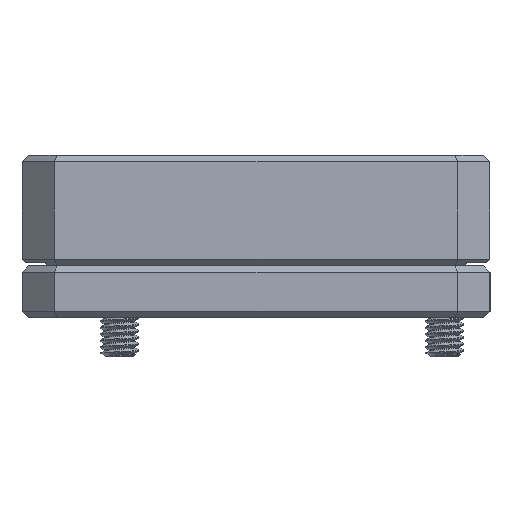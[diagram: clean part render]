
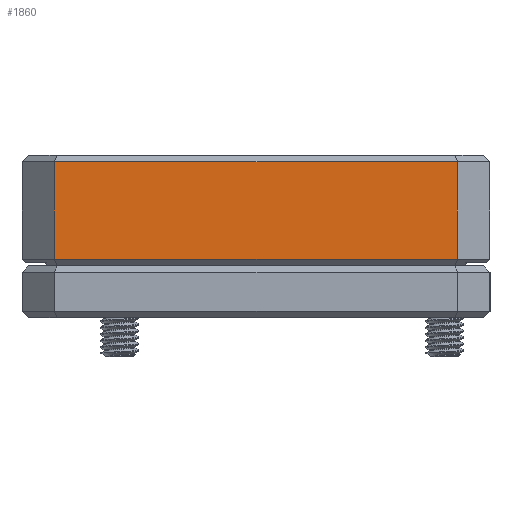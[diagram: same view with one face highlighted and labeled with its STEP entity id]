
A CAD part, left-side view. The second image highlights one B-rep face of the part: STEP entity #1860.
In plain terms, the highlighted planar face has unit normal (-1, 0, 0).
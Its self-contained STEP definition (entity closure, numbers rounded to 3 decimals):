
#761 = CARTESIAN_POINT ( 'NONE',  ( 0., 31., 16. ) ) ;
#1050 = FACE_OUTER_BOUND ( 'NONE', #1616, .T. ) ;
#1406 = AXIS2_PLACEMENT_3D ( 'NONE', #7154, #2235, #8758 ) ;
#1616 = EDGE_LOOP ( 'NONE', ( #2070, #8962, #8431, #11520 ) ) ;
#1860 = ADVANCED_FACE ( 'NONE', ( #1050 ), #13863, .F. ) ;
#1869 = CARTESIAN_POINT ( 'NONE',  ( 0., 31., 1. ) ) ;
#1901 = VECTOR ( 'NONE', #13568, 1000. ) ;
#2020 = LINE ( 'NONE', #761, #1901 ) ;
#2070 = ORIENTED_EDGE ( 'NONE', *, *, #16229, .T. ) ;
#2207 = VECTOR ( 'NONE', #13512, 1000. ) ;
#2235 = DIRECTION ( 'NONE',  ( 1., 0., 0. ) ) ;
#2527 = EDGE_CURVE ( 'NONE', #7539, #9831, #3190, .T. ) ;
#3190 = LINE ( 'NONE', #16029, #9137 ) ;
#3272 = DIRECTION ( 'NONE',  ( 0., -1., 0. ) ) ;
#3302 = LINE ( 'NONE', #4421, #2207 ) ;
#3329 = VERTEX_POINT ( 'NONE', #10277 ) ;
#4421 = CARTESIAN_POINT ( 'NONE',  ( 0., -31., 17. ) ) ;
#6693 = DIRECTION ( 'NONE',  ( 0., 0., -1. ) ) ;
#7154 = CARTESIAN_POINT ( 'NONE',  ( 0., 36., 17. ) ) ;
#7539 = VERTEX_POINT ( 'NONE', #1869 ) ;
#8431 = ORIENTED_EDGE ( 'NONE', *, *, #12588, .T. ) ;
#8757 = VERTEX_POINT ( 'NONE', #9268 ) ;
#8758 = DIRECTION ( 'NONE',  ( 0., 0., -1. ) ) ;
#8962 = ORIENTED_EDGE ( 'NONE', *, *, #2527, .T. ) ;
#9137 = VECTOR ( 'NONE', #3272, 1000. ) ;
#9268 = CARTESIAN_POINT ( 'NONE',  ( 0., 31., 16. ) ) ;
#9323 = LINE ( 'NONE', #10416, #14889 ) ;
#9831 = VERTEX_POINT ( 'NONE', #12094 ) ;
#10277 = CARTESIAN_POINT ( 'NONE',  ( 0., -31., 16. ) ) ;
#10416 = CARTESIAN_POINT ( 'NONE',  ( 0., 31., 17. ) ) ;
#11520 = ORIENTED_EDGE ( 'NONE', *, *, #16428, .T. ) ;
#12094 = CARTESIAN_POINT ( 'NONE',  ( 0., -31., 1. ) ) ;
#12588 = EDGE_CURVE ( 'NONE', #9831, #3329, #3302, .T. ) ;
#13512 = DIRECTION ( 'NONE',  ( 0., 0., 1. ) ) ;
#13568 = DIRECTION ( 'NONE',  ( 0., 1., 0. ) ) ;
#13863 = PLANE ( 'NONE',  #1406 ) ;
#14889 = VECTOR ( 'NONE', #6693, 1000. ) ;
#16029 = CARTESIAN_POINT ( 'NONE',  ( 0., 36., 1. ) ) ;
#16229 = EDGE_CURVE ( 'NONE', #8757, #7539, #9323, .T. ) ;
#16428 = EDGE_CURVE ( 'NONE', #3329, #8757, #2020, .T. ) ;
